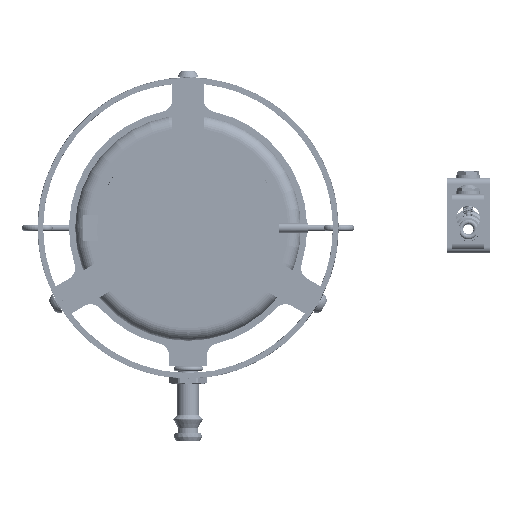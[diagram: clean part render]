
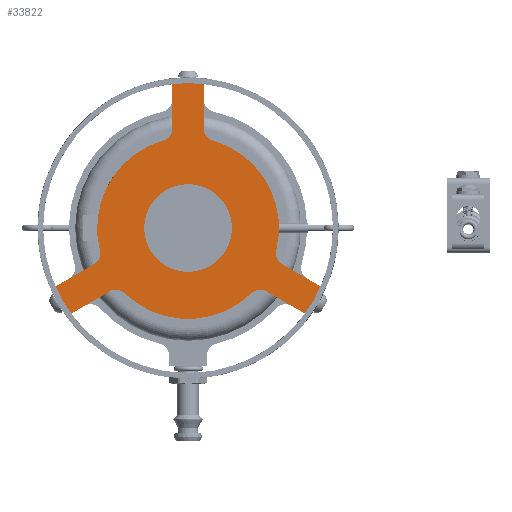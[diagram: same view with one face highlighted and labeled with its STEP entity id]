
A CAD part, front view. The second image highlights one B-rep face of the part: STEP entity #33822.
In plain terms, the highlighted planar face has unit normal (0, -1, 0).
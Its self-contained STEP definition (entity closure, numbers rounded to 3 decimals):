
#558=FACE_BOUND('',#5671,.T.);
#2711=PLANE('',#35996);
#3750=FACE_OUTER_BOUND('',#5670,.T.);
#5670=EDGE_LOOP('',(#23380,#23381,#23382,#23383,#23384,#23385,#23386,#23387,
#23388,#23389,#23390,#23391,#23392,#23393,#23394,#23395,#23396,#23397));
#5671=EDGE_LOOP('',(#23398));
#7820=LINE('',#59212,#10012);
#7821=LINE('',#59215,#10013);
#7823=LINE('',#59220,#10015);
#7824=LINE('',#59228,#10016);
#7825=LINE('',#59233,#10017);
#7826=LINE('',#59241,#10018);
#10012=VECTOR('',#39780,22.6);
#10013=VECTOR('',#39783,22.6);
#10015=VECTOR('',#39787,22.6);
#10016=VECTOR('',#39794,22.6);
#10017=VECTOR('',#39799,22.6);
#10018=VECTOR('',#39806,22.6);
#11992=CIRCLE('',#35989,6.35);
#11993=CIRCLE('',#35991,46.038);
#11994=CIRCLE('',#35993,6.35);
#11995=CIRCLE('',#35997,6.35);
#11996=CIRCLE('',#35998,46.038);
#11997=CIRCLE('',#35999,6.35);
#11998=CIRCLE('',#36000,73.431);
#11999=CIRCLE('',#36001,73.431);
#12000=CIRCLE('',#36002,6.35);
#12001=CIRCLE('',#36003,46.038);
#12002=CIRCLE('',#36004,6.35);
#12003=CIRCLE('',#36005,73.431);
#12004=CIRCLE('',#36006,22.225);
#13619=VERTEX_POINT('',#59158);
#13620=VERTEX_POINT('',#59160);
#13621=VERTEX_POINT('',#59164);
#13624=VERTEX_POINT('',#59206);
#13625=VERTEX_POINT('',#59210);
#13626=VERTEX_POINT('',#59214);
#13627=VERTEX_POINT('',#59218);
#13628=VERTEX_POINT('',#59219);
#13629=VERTEX_POINT('',#59221);
#13630=VERTEX_POINT('',#59223);
#13631=VERTEX_POINT('',#59225);
#13632=VERTEX_POINT('',#59227);
#13633=VERTEX_POINT('',#59230);
#13634=VERTEX_POINT('',#59232);
#13635=VERTEX_POINT('',#59234);
#13636=VERTEX_POINT('',#59236);
#13637=VERTEX_POINT('',#59238);
#13638=VERTEX_POINT('',#59240);
#13639=VERTEX_POINT('',#59243);
#17289=EDGE_CURVE('',#13620,#13619,#11992,.T.);
#17292=EDGE_CURVE('',#13619,#13621,#11993,.T.);
#17296=EDGE_CURVE('',#13621,#13624,#11994,.T.);
#17298=EDGE_CURVE('',#13624,#13625,#7820,.T.);
#17299=EDGE_CURVE('',#13626,#13620,#7821,.T.);
#17301=EDGE_CURVE('',#13627,#13628,#7823,.T.);
#17302=EDGE_CURVE('',#13628,#13629,#11995,.T.);
#17303=EDGE_CURVE('',#13629,#13630,#11996,.T.);
#17304=EDGE_CURVE('',#13630,#13631,#11997,.T.);
#17305=EDGE_CURVE('',#13631,#13632,#7824,.T.);
#17306=EDGE_CURVE('',#13626,#13632,#11998,.T.);
#17307=EDGE_CURVE('',#13633,#13625,#11999,.T.);
#17308=EDGE_CURVE('',#13633,#13634,#7825,.T.);
#17309=EDGE_CURVE('',#13634,#13635,#12000,.T.);
#17310=EDGE_CURVE('',#13635,#13636,#12001,.T.);
#17311=EDGE_CURVE('',#13636,#13637,#12002,.T.);
#17312=EDGE_CURVE('',#13637,#13638,#7826,.T.);
#17313=EDGE_CURVE('',#13627,#13638,#12003,.T.);
#17314=EDGE_CURVE('',#13639,#13639,#12004,.T.);
#23380=ORIENTED_EDGE('',*,*,#17301,.T.);
#23381=ORIENTED_EDGE('',*,*,#17302,.T.);
#23382=ORIENTED_EDGE('',*,*,#17303,.T.);
#23383=ORIENTED_EDGE('',*,*,#17304,.T.);
#23384=ORIENTED_EDGE('',*,*,#17305,.T.);
#23385=ORIENTED_EDGE('',*,*,#17306,.F.);
#23386=ORIENTED_EDGE('',*,*,#17299,.T.);
#23387=ORIENTED_EDGE('',*,*,#17289,.T.);
#23388=ORIENTED_EDGE('',*,*,#17292,.T.);
#23389=ORIENTED_EDGE('',*,*,#17296,.T.);
#23390=ORIENTED_EDGE('',*,*,#17298,.T.);
#23391=ORIENTED_EDGE('',*,*,#17307,.F.);
#23392=ORIENTED_EDGE('',*,*,#17308,.T.);
#23393=ORIENTED_EDGE('',*,*,#17309,.T.);
#23394=ORIENTED_EDGE('',*,*,#17310,.T.);
#23395=ORIENTED_EDGE('',*,*,#17311,.T.);
#23396=ORIENTED_EDGE('',*,*,#17312,.T.);
#23397=ORIENTED_EDGE('',*,*,#17313,.F.);
#23398=ORIENTED_EDGE('',*,*,#17314,.T.);
#33822=ADVANCED_FACE('',(#3750,#558),#2711,.T.);
#35989=AXIS2_PLACEMENT_3D('',#59161,#39764,#39765);
#35991=AXIS2_PLACEMENT_3D('',#59166,#39770,#39771);
#35993=AXIS2_PLACEMENT_3D('',#59208,#39775,#39776);
#35996=AXIS2_PLACEMENT_3D('',#59217,#39785,#39786);
#35997=AXIS2_PLACEMENT_3D('',#59222,#39788,#39789);
#35998=AXIS2_PLACEMENT_3D('',#59224,#39790,#39791);
#35999=AXIS2_PLACEMENT_3D('',#59226,#39792,#39793);
#36000=AXIS2_PLACEMENT_3D('',#59229,#39795,#39796);
#36001=AXIS2_PLACEMENT_3D('',#59231,#39797,#39798);
#36002=AXIS2_PLACEMENT_3D('',#59235,#39800,#39801);
#36003=AXIS2_PLACEMENT_3D('',#59237,#39802,#39803);
#36004=AXIS2_PLACEMENT_3D('',#59239,#39804,#39805);
#36005=AXIS2_PLACEMENT_3D('',#59242,#39807,#39808);
#36006=AXIS2_PLACEMENT_3D('',#59244,#39809,#39810);
#39764=DIRECTION('center_axis',(0.,1.,0.));
#39765=DIRECTION('ref_axis',(0.273,0.,-0.962));
#39770=DIRECTION('center_axis',(0.,-1.,0.));
#39771=DIRECTION('ref_axis',(0.273,0.,-0.962));
#39775=DIRECTION('center_axis',(0.,1.,0.));
#39776=DIRECTION('ref_axis',(0.5,0.,-0.866));
#39780=DIRECTION('',(-0.866,0.,-0.5));
#39783=DIRECTION('',(0.,0.,-1.));
#39785=DIRECTION('center_axis',(0.,-1.,0.));
#39786=DIRECTION('ref_axis',(0.,0.,
1.));
#39787=DIRECTION('',(-0.866,0.,0.5));
#39788=DIRECTION('center_axis',(0.,1.,0.));
#39789=DIRECTION('ref_axis',(-0.97,0.,0.245));
#39790=DIRECTION('center_axis',(0.,-1.,0.));
#39791=DIRECTION('ref_axis',(-0.97,0.,0.245));
#39792=DIRECTION('center_axis',(0.,1.,0.));
#39793=DIRECTION('ref_axis',(-1.,0.,0.));
#39794=DIRECTION('',(0.,0.,1.));
#39795=DIRECTION('center_axis',(0.,1.,0.));
#39796=DIRECTION('ref_axis',(1.,0.,0.));
#39797=DIRECTION('center_axis',(0.,1.,0.));
#39798=DIRECTION('ref_axis',(1.,0.,0.));
#39799=DIRECTION('',(0.866,0.,0.5));
#39800=DIRECTION('center_axis',(0.,1.,0.));
#39801=DIRECTION('ref_axis',(0.697,0.,0.717));
#39802=DIRECTION('center_axis',(0.,-1.,0.));
#39803=DIRECTION('ref_axis',(0.697,0.,0.717));
#39804=DIRECTION('center_axis',(0.,1.,0.));
#39805=DIRECTION('ref_axis',(0.5,0.,0.866));
#39806=DIRECTION('',(0.866,0.,-0.5));
#39807=DIRECTION('center_axis',(0.,1.,0.));
#39808=DIRECTION('ref_axis',(1.,0.,0.));
#39809=DIRECTION('center_axis',(0.,1.,0.));
#39810=DIRECTION('ref_axis',(1.,0.,0.));
#59158=CARTESIAN_POINT('',(-11.758,2.801,44.292));
#59160=CARTESIAN_POINT('',(-7.14,2.801,50.402));
#59161=CARTESIAN_POINT('Origin',(-13.49,2.801,50.402));
#59164=CARTESIAN_POINT('',(-43.839,2.801,-11.273));
#59166=CARTESIAN_POINT('Origin',(0.797,2.801,0.));
#59206=CARTESIAN_POINT('',(-46.82,2.801,-18.327));
#59208=CARTESIAN_POINT('Origin',(-49.995,2.801,-12.827));
#59210=CARTESIAN_POINT('',(-66.392,2.801,-29.626));
#59212=CARTESIAN_POINT('',(-46.82,2.801,-18.327));
#59214=CARTESIAN_POINT('',(-7.14,2.801,73.001));
#59215=CARTESIAN_POINT('',(-7.14,2.801,73.001));
#59217=CARTESIAN_POINT('Origin',(0.797,2.801,0.));
#59218=CARTESIAN_POINT('',(67.987,2.801,-29.626));
#59219=CARTESIAN_POINT('',(48.415,2.801,-18.327));
#59220=CARTESIAN_POINT('',(67.987,2.801,-29.626));
#59221=CARTESIAN_POINT('',(45.433,2.801,-11.273));
#59222=CARTESIAN_POINT('Origin',(51.59,2.801,-12.827));
#59223=CARTESIAN_POINT('',(13.353,2.801,44.292));
#59224=CARTESIAN_POINT('Origin',(0.797,2.801,0.));
#59225=CARTESIAN_POINT('',(8.735,2.801,50.402));
#59226=CARTESIAN_POINT('Origin',(15.085,2.801,50.402));
#59227=CARTESIAN_POINT('',(8.735,2.801,73.001));
#59228=CARTESIAN_POINT('',(8.735,2.801,50.402));
#59229=CARTESIAN_POINT('Origin',(0.797,2.801,0.));
#59230=CARTESIAN_POINT('',(-58.455,2.801,-43.375));
#59231=CARTESIAN_POINT('Origin',(0.797,2.801,0.));
#59232=CARTESIAN_POINT('',(-38.883,2.801,-32.075));
#59233=CARTESIAN_POINT('',(-58.455,2.801,-43.375));
#59234=CARTESIAN_POINT('',(-31.283,2.801,-33.02));
#59235=CARTESIAN_POINT('Origin',(-35.708,2.801,-37.574));
#59236=CARTESIAN_POINT('',(32.878,2.801,-33.02));
#59237=CARTESIAN_POINT('Origin',(0.797,2.801,0.));
#59238=CARTESIAN_POINT('',(40.478,2.801,-32.075));
#59239=CARTESIAN_POINT('Origin',(37.303,2.801,-37.574));
#59240=CARTESIAN_POINT('',(60.049,2.801,-43.375));
#59241=CARTESIAN_POINT('',(40.478,2.801,-32.075));
#59242=CARTESIAN_POINT('Origin',(0.797,2.801,0.));
#59243=CARTESIAN_POINT('',(-21.428,2.801,0.));
#59244=CARTESIAN_POINT('Origin',(0.797,2.801,0.));
